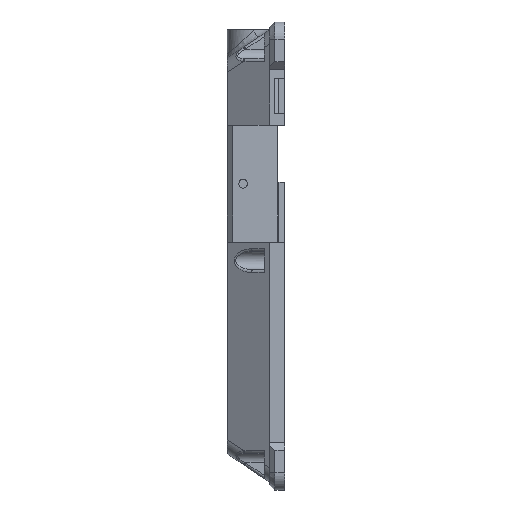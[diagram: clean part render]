
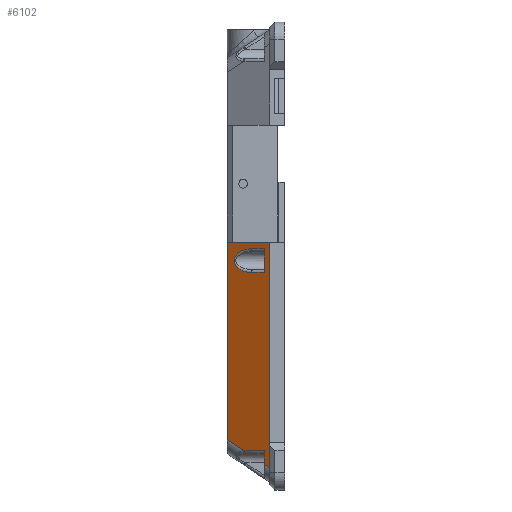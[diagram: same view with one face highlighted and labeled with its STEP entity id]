
A CAD part, left-side view. The second image highlights one B-rep face of the part: STEP entity #6102.
In plain terms, the highlighted planar face has unit normal (-0.825, 0.565, 0).
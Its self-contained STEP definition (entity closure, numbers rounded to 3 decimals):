
#463=ELLIPSE('',#6505,7.968,4.5);
#464=ELLIPSE('',#6506,7.968,4.5);
#747=ORIENTED_EDGE('',*,*,#2576,.T.);
#748=ORIENTED_EDGE('',*,*,#2577,.T.);
#749=ORIENTED_EDGE('',*,*,#2578,.T.);
#750=ORIENTED_EDGE('',*,*,#2579,.T.);
#751=ORIENTED_EDGE('',*,*,#2580,.T.);
#752=ORIENTED_EDGE('',*,*,#2581,.T.);
#753=ORIENTED_EDGE('',*,*,#2582,.T.);
#754=ORIENTED_EDGE('',*,*,#2583,.T.);
#755=ORIENTED_EDGE('',*,*,#2567,.T.);
#756=ORIENTED_EDGE('',*,*,#2584,.F.);
#757=ORIENTED_EDGE('',*,*,#2585,.F.);
#758=ORIENTED_EDGE('',*,*,#2586,.T.);
#759=ORIENTED_EDGE('',*,*,#2587,.T.);
#2567=EDGE_CURVE('',#3474,#3477,#4062,.T.);
#2576=EDGE_CURVE('',#3485,#3486,#4070,.F.);
#2577=EDGE_CURVE('',#3486,#3487,#4071,.T.);
#2578=EDGE_CURVE('',#3487,#3488,#4072,.F.);
#2579=EDGE_CURVE('',#3488,#3485,#463,.F.);
#2580=EDGE_CURVE('',#3489,#3490,#4073,.F.);
#2581=EDGE_CURVE('',#3490,#3491,#4074,.T.);
#2582=EDGE_CURVE('',#3491,#3492,#4075,.F.);
#2583=EDGE_CURVE('',#3492,#3474,#4076,.T.);
#2584=EDGE_CURVE('',#3493,#3477,#4077,.T.);
#2585=EDGE_CURVE('',#3494,#3493,#4078,.F.);
#2586=EDGE_CURVE('',#3494,#3495,#4079,.F.);
#2587=EDGE_CURVE('',#3495,#3489,#464,.F.);
#3474=VERTEX_POINT('',#9208);
#3477=VERTEX_POINT('',#9214);
#3485=VERTEX_POINT('',#9234);
#3486=VERTEX_POINT('',#9235);
#3487=VERTEX_POINT('',#9237);
#3488=VERTEX_POINT('',#9239);
#3489=VERTEX_POINT('',#9242);
#3490=VERTEX_POINT('',#9243);
#3491=VERTEX_POINT('',#9245);
#3492=VERTEX_POINT('',#9247);
#3493=VERTEX_POINT('',#9250);
#3494=VERTEX_POINT('',#9252);
#3495=VERTEX_POINT('',#9254);
#4062=LINE('',#9215,#4625);
#4070=LINE('',#9233,#4633);
#4071=LINE('',#9236,#4634);
#4072=LINE('',#9238,#4635);
#4073=LINE('',#9241,#4636);
#4074=LINE('',#9244,#4637);
#4075=LINE('',#9246,#4638);
#4076=LINE('',#9248,#4639);
#4077=LINE('',#9249,#4640);
#4078=LINE('',#9251,#4641);
#4079=LINE('',#9253,#4642);
#4625=VECTOR('',#7311,1000.);
#4633=VECTOR('',#7325,1000.);
#4634=VECTOR('',#7326,1000.);
#4635=VECTOR('',#7327,1000.);
#4636=VECTOR('',#7330,1000.);
#4637=VECTOR('',#7331,1000.);
#4638=VECTOR('',#7332,1000.);
#4639=VECTOR('',#7333,1000.);
#4640=VECTOR('',#7334,1000.);
#4641=VECTOR('',#7335,1000.);
#4642=VECTOR('',#7336,1000.);
#5079=EDGE_LOOP('',(#747,#748,#749,#750));
#5080=EDGE_LOOP('',(#751,#752,#753,#754,#755,#756,#757,#758,#759));
#5500=FACE_BOUND('',#5079,.T.);
#5501=FACE_BOUND('',#5080,.T.);
#5912=PLANE('',#6504);
#6102=ADVANCED_FACE('',(#5500,#5501),#5912,.T.);
#6504=AXIS2_PLACEMENT_3D('',#9232,#7323,#7324);
#6505=AXIS2_PLACEMENT_3D('',#9240,#7328,#7329);
#6506=AXIS2_PLACEMENT_3D('',#9255,#7337,#7338);
#7311=DIRECTION('',(0.,0.,1.));
#7323=DIRECTION('',(-0.825,0.565,0.));
#7324=DIRECTION('',(-0.565,-0.825,0.));
#7325=DIRECTION('',(0.565,0.825,0.));
#7326=DIRECTION('',(0.,0.,-1.));
#7327=DIRECTION('',(-0.565,-0.825,0.));
#7328=DIRECTION('',(-0.825,0.565,0.));
#7329=DIRECTION('',(0.565,0.825,0.));
#7330=DIRECTION('',(0.565,0.825,0.));
#7331=DIRECTION('',(0.,0.,-1.));
#7332=DIRECTION('',(0.495,0.723,0.483));
#7333=DIRECTION('',(0.,0.,1.));
#7334=DIRECTION('',(-0.565,-0.825,0.));
#7335=DIRECTION('',(0.,0.,-1.));
#7336=DIRECTION('',(0.495,0.723,0.483));
#7337=DIRECTION('',(-0.825,0.565,0.));
#7338=DIRECTION('',(0.565,0.825,0.));
#9208=CARTESIAN_POINT('',(-50.95,0.,-70.69));
#9214=CARTESIAN_POINT('',(-50.95,0.,5.23));
#9215=CARTESIAN_POINT('',(-50.95,0.,-85.69));
#9232=CARTESIAN_POINT('',(-34.698,23.747,0.));
#9233=CARTESIAN_POINT('',(-49.581,2.,2.75));
#9234=CARTESIAN_POINT('',(-46.325,6.758,2.75));
#9235=CARTESIAN_POINT('',(-49.581,2.,2.75));
#9236=CARTESIAN_POINT('',(-49.581,2.,0.));
#9237=CARTESIAN_POINT('',(-49.581,2.,-6.25));
#9238=CARTESIAN_POINT('',(-45.5,7.963,-6.25));
#9239=CARTESIAN_POINT('',(-46.325,6.758,-6.25));
#9240=CARTESIAN_POINT('',(-46.325,6.758,-1.75));
#9241=CARTESIAN_POINT('',(-49.581,2.,-73.75));
#9242=CARTESIAN_POINT('',(-44.325,9.68,-73.75));
#9243=CARTESIAN_POINT('',(-49.581,2.,-73.75));
#9244=CARTESIAN_POINT('',(-49.581,2.,0.));
#9245=CARTESIAN_POINT('',(-49.581,2.,-78.989));
#9246=CARTESIAN_POINT('',(-19.305,46.239,-49.432));
#9247=CARTESIAN_POINT('',(-50.95,0.,-80.325));
#9248=CARTESIAN_POINT('',(-50.95,0.,-85.69));
#9249=CARTESIAN_POINT('',(-50.95,0.,5.23));
#9250=CARTESIAN_POINT('',(-40.,16.,5.23));
#9251=CARTESIAN_POINT('',(-40.,16.,75.));
#9252=CARTESIAN_POINT('',(-40.,16.,-69.635));
#9253=CARTESIAN_POINT('',(-19.305,46.239,-49.432));
#9254=CARTESIAN_POINT('',(-44.216,9.84,-73.751));
#9255=CARTESIAN_POINT('',(-44.325,9.68,-78.25));
